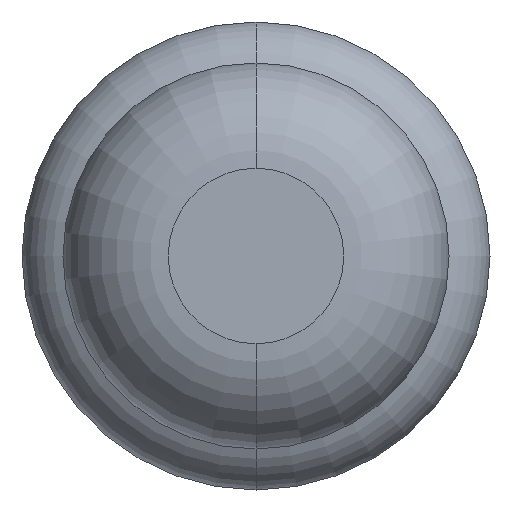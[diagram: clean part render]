
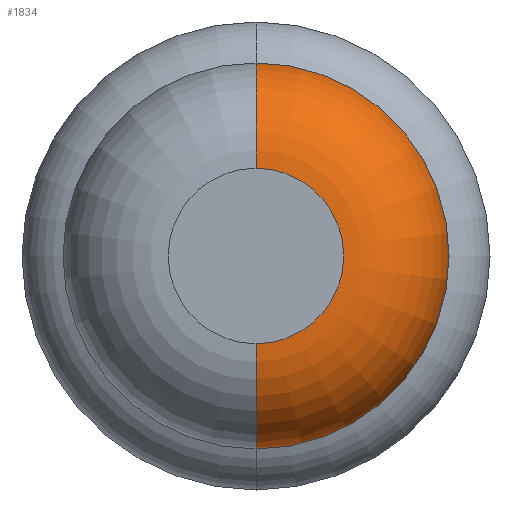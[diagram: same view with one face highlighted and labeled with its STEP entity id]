
A CAD part, front view. The second image highlights one B-rep face of the part: STEP entity #1834.
In plain terms, the highlighted toroidal (fillet/blend) face has major radius 0.375 mm and minor radius 0.45 mm.
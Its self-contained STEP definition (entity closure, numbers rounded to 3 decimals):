
#190 = ORIENTED_EDGE ( 'NONE', *, *, #835, .F. ) ;
#269 = CIRCLE ( 'NONE', #2704, 0.825 ) ;
#607 = CARTESIAN_POINT ( 'NONE',  ( 0., -24., -0.375 ) ) ;
#835 = EDGE_CURVE ( 'NONE', #1018, #3442, #1941, .T. ) ;
#884 = EDGE_CURVE ( 'Defeature ausgef�hrt1_7+Defeature ausgef�hrt1_6+Defeature ausgef�hrt1_6+Defeature ausgef�hrt1_6', #3442, #2653, #269, .T. ) ;
#981 = CIRCLE ( 'NONE', #2744, 0.375 ) ;
#1018 = VERTEX_POINT ( 'NONE', #2094 ) ;
#1150 = DIRECTION ( 'NONE',  ( 0., 0., 1. ) ) ;
#1425 = DIRECTION ( 'NONE',  ( 0., 1., 0. ) ) ;
#1444 = DIRECTION ( 'NONE',  ( -1., 0., 0. ) ) ;
#1472 = AXIS2_PLACEMENT_3D ( 'NONE', #2312, #3125, #3841 ) ;
#1503 = EDGE_CURVE ( 'NONE', #4032, #2653, #2523, .T. ) ;
#1695 = TOROIDAL_SURFACE ( 'NONE', #1827, 0.375, 0.45 ) ;
#1811 = DIRECTION ( 'NONE',  ( 0., 0., 1. ) ) ;
#1813 = FACE_OUTER_BOUND ( 'NONE', #2082, .T. ) ;
#1827 = AXIS2_PLACEMENT_3D ( 'NONE', #4552, #4911, #3068 ) ;
#1834 = ADVANCED_FACE ( 'Defeature ausgef�hrt1_6', ( #1813 ), #1695, .T. ) ;
#1879 = EDGE_CURVE ( 'Defeature ausgef�hrt1_6+Defeature ausgef�hrt1_5+Defeature ausgef�hrt1_5+Defeature ausgef�hrt1_5', #1018, #4032, #981, .T. ) ;
#1941 = CIRCLE ( 'NONE', #4600, 0.45 ) ;
#2082 = EDGE_LOOP ( 'NONE', ( #2120, #2671, #4141, #190 ) ) ;
#2094 = CARTESIAN_POINT ( 'NONE',  ( 0., -24., 0.375 ) ) ;
#2120 = ORIENTED_EDGE ( 'NONE', *, *, #1879, .T. ) ;
#2301 = CARTESIAN_POINT ( 'NONE',  ( 0., -23.55, 0.825 ) ) ;
#2312 = CARTESIAN_POINT ( 'NONE',  ( 0., -23.55, -0.375 ) ) ;
#2523 = CIRCLE ( 'NONE', #1472, 0.45 ) ;
#2653 = VERTEX_POINT ( 'NONE', #4595 ) ;
#2671 = ORIENTED_EDGE ( 'NONE', *, *, #1503, .T. ) ;
#2704 = AXIS2_PLACEMENT_3D ( 'NONE', #4457, #1425, #1811 ) ;
#2744 = AXIS2_PLACEMENT_3D ( 'NONE', #3760, #4568, #1150 ) ;
#3068 = DIRECTION ( 'NONE',  ( 0., 0., 1. ) ) ;
#3125 = DIRECTION ( 'NONE',  ( 1., 0., 0. ) ) ;
#3277 = DIRECTION ( 'NONE',  ( 0., 0., 1. ) ) ;
#3310 = CARTESIAN_POINT ( 'NONE',  ( 0., -23.55, 0.375 ) ) ;
#3442 = VERTEX_POINT ( 'NONE', #2301 ) ;
#3760 = CARTESIAN_POINT ( 'NONE',  ( 0., -24., 0. ) ) ;
#3841 = DIRECTION ( 'NONE',  ( 0., 0., -1. ) ) ;
#4032 = VERTEX_POINT ( 'NONE', #607 ) ;
#4141 = ORIENTED_EDGE ( 'NONE', *, *, #884, .F. ) ;
#4457 = CARTESIAN_POINT ( 'NONE',  ( 0., -23.55, 0. ) ) ;
#4552 = CARTESIAN_POINT ( 'NONE',  ( 0., -23.55, 0. ) ) ;
#4568 = DIRECTION ( 'NONE',  ( 0., 1., 0. ) ) ;
#4595 = CARTESIAN_POINT ( 'NONE',  ( 0., -23.55, -0.825 ) ) ;
#4600 = AXIS2_PLACEMENT_3D ( 'NONE', #3310, #1444, #3277 ) ;
#4911 = DIRECTION ( 'NONE',  ( 0., 1., 0. ) ) ;
